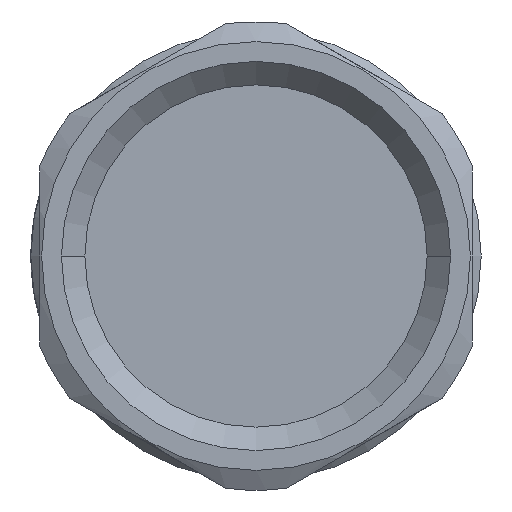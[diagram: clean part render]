
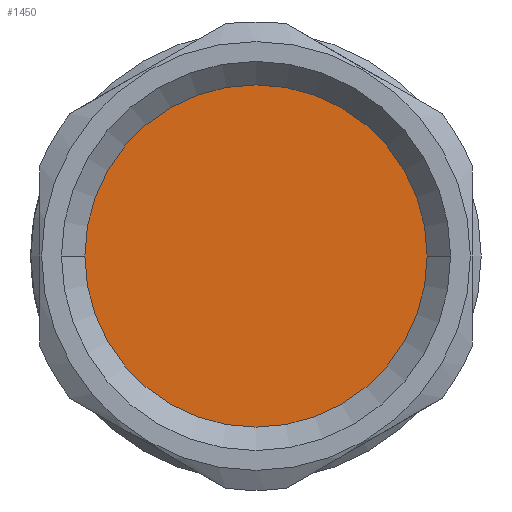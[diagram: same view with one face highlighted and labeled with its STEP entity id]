
A CAD part, left-side view. The second image highlights one B-rep face of the part: STEP entity #1450.
In plain terms, the highlighted planar face has unit normal (-1, 0, 0).
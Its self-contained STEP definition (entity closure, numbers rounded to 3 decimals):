
#157 = CARTESIAN_POINT ( 'NONE',  ( -51.5, 0., 0. ) ) ;
#158 = DIRECTION ( 'NONE',  ( 1., 0., 0. ) ) ;
#159 = DIRECTION ( 'NONE',  ( 0., 0., -1. ) ) ;
#238 = PLANE ( 'NONE',  #2685 ) ;
#239 = CARTESIAN_POINT ( 'NONE',  ( -51.5, 0., 0. ) ) ;
#240 = DIRECTION ( 'NONE',  ( -1., 0., 0. ) ) ;
#241 = DIRECTION ( 'NONE',  ( 0., 0., 1. ) ) ;
#728 = AXIS2_PLACEMENT_3D ( 'NONE', #2064, #2065, #2066 ) ;
#730 = CIRCLE ( 'NONE', #728, 9.5 ) ;
#894 = FACE_OUTER_BOUND ( 'NONE', #2627, .T. ) ;
#1067 = AXIS2_PLACEMENT_3D ( 'NONE', #157, #158, #159 ) ;
#1068 = CIRCLE ( 'NONE', #1067, 9.5 ) ;
#1290 = EDGE_CURVE ( 'NONE', #2506, #2505, #730, .T. ) ;
#1424 = EDGE_CURVE ( 'NONE', #2505, #2506, #1068, .T. ) ;
#1450 = ADVANCED_FACE ( 'NONE', ( #894 ), #238, .T. ) ;
#1612 = CARTESIAN_POINT ( 'NONE',  ( -51.5, 9.5, 0. ) ) ;
#1613 = CARTESIAN_POINT ( 'NONE',  ( -51.5, -9.5, 0. ) ) ;
#2064 = CARTESIAN_POINT ( 'NONE',  ( -51.5, 0., 0. ) ) ;
#2065 = DIRECTION ( 'NONE',  ( 1., 0., 0. ) ) ;
#2066 = DIRECTION ( 'NONE',  ( 0., 0., -1. ) ) ;
#2505 = VERTEX_POINT ( 'NONE', #1612 ) ;
#2506 = VERTEX_POINT ( 'NONE', #1613 ) ;
#2627 = EDGE_LOOP ( 'NONE', ( #2714, #2716 ) ) ;
#2685 = AXIS2_PLACEMENT_3D ( 'NONE', #239, #240, #241 ) ;
#2714 = ORIENTED_EDGE ( 'NONE', *, *, #1424, .F. ) ;
#2716 = ORIENTED_EDGE ( 'NONE', *, *, #1290, .F. ) ;
